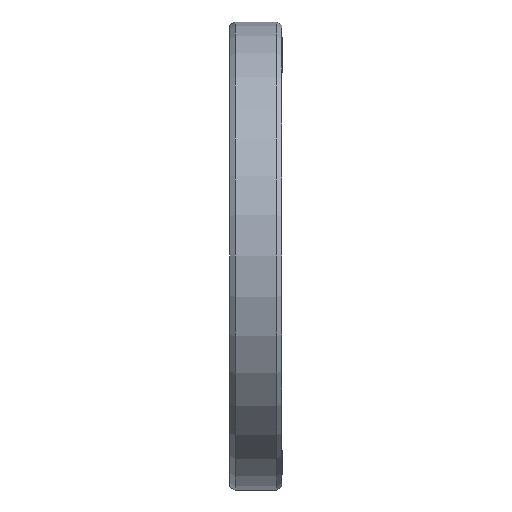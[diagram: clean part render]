
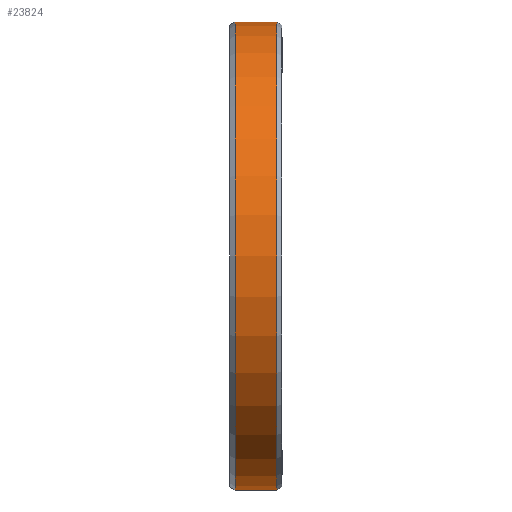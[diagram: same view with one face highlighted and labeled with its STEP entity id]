
A CAD part, left-side view. The second image highlights one B-rep face of the part: STEP entity #23824.
In plain terms, the highlighted cylindrical face has radius 45 mm (diameter 90 mm), a partial arc.
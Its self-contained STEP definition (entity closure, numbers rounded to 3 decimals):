
#23134=DIRECTION('',(0.,1.,0.));
#23135=VECTOR('',#23134,8.);
#23136=CARTESIAN_POINT('',(0.,-4.,-45.));
#23137=LINE('',#23136,#23135);
#23141=DIRECTION('',(0.,1.,0.));
#23142=VECTOR('',#23141,8.);
#23143=CARTESIAN_POINT('',(0.,-4.,45.));
#23144=LINE('',#23143,#23142);
#23148=CARTESIAN_POINT('',(0.,-4.,0.));
#23149=DIRECTION('',(0.,1.,0.));
#23150=DIRECTION('',(0.,0.,-1.));
#23151=AXIS2_PLACEMENT_3D('',#23148,#23149,#23150);
#23186=CARTESIAN_POINT('',(0.,4.,0.));
#23187=DIRECTION('',(0.,1.,0.));
#23188=DIRECTION('',(0.,0.,-1.));
#23189=AXIS2_PLACEMENT_3D('',#23186,#23187,#23188);
#23219=CARTESIAN_POINT('',(0.,-4.,-45.));
#23221=VERTEX_POINT('',#23219);
#23222=CARTESIAN_POINT('',(0.,4.,-45.));
#23223=VERTEX_POINT('',#23222);
#23251=CARTESIAN_POINT('',(0.,-4.,45.));
#23253=VERTEX_POINT('',#23251);
#23254=CARTESIAN_POINT('',(0.,4.,45.));
#23255=VERTEX_POINT('',#23254);
#23810=CARTESIAN_POINT('',(0.,47.363,0.));
#23811=DIRECTION('',(0.,-1.,0.));
#23812=DIRECTION('',(0.,0.,1.));
#23813=AXIS2_PLACEMENT_3D('',#23810,#23811,#23812);
#23814=CYLINDRICAL_SURFACE('',#23813,45.);
#23816=ORIENTED_EDGE('',*,*,#23815,.T.);
#23818=ORIENTED_EDGE('',*,*,#23817,.T.);
#23820=ORIENTED_EDGE('',*,*,#23819,.F.);
#23821=ORIENTED_EDGE('',*,*,#23796,.F.);
#23822=EDGE_LOOP('',(#23816,#23818,#23820,#23821));
#23823=FACE_OUTER_BOUND('',#23822,.F.);
#23152=CIRCLE('',#23151,45.);
#23190=CIRCLE('',#23189,45.);
#23796=EDGE_CURVE('',#23221,#23253,#23152,.T.);
#23815=EDGE_CURVE('',#23221,#23223,#23137,.T.);
#23817=EDGE_CURVE('',#23223,#23255,#23190,.T.);
#23819=EDGE_CURVE('',#23253,#23255,#23144,.T.);
#23824=ADVANCED_FACE('',(#23823),#23814,.T.);
